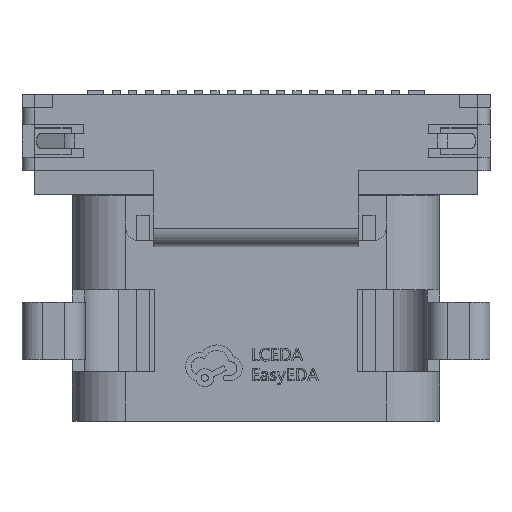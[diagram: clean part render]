
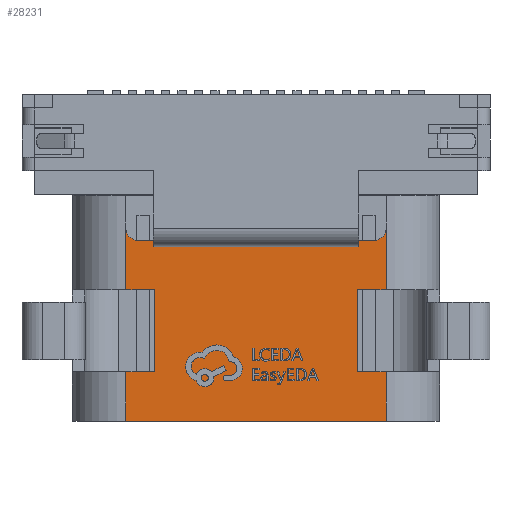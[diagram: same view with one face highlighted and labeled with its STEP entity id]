
A CAD part, top view. The second image highlights one B-rep face of the part: STEP entity #28231.
In plain terms, the highlighted planar face has unit normal (0, 0, 1).
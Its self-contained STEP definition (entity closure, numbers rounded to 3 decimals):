
#164 = ORIENTED_EDGE ( 'NONE', *, *, #18100, .F. ) ;
#364 = LINE ( 'NONE', #14908, #5892 ) ;
#382 = DIRECTION ( 'NONE',  ( 1., 0., 0. ) ) ;
#480 = VERTEX_POINT ( 'NONE', #23025 ) ;
#853 = ORIENTED_EDGE ( 'NONE', *, *, #19962, .F. ) ;
#934 = EDGE_CURVE ( 'NONE', #19147, #480, #33068, .T. ) ;
#977 = ORIENTED_EDGE ( 'NONE', *, *, #25181, .F. ) ;
#1152 = DIRECTION ( 'NONE',  ( 0., 0., 1. ) ) ;
#1192 = CARTESIAN_POINT ( 'NONE',  ( 6.47, -0.775, 3.16 ) ) ;
#1244 = CARTESIAN_POINT ( 'NONE',  ( 2.5, 0.725, 3.16 ) ) ;
#2068 = VECTOR ( 'NONE', #10854, 1000. ) ;
#2153 = VERTEX_POINT ( 'NONE', #33209 ) ;
#2377 = CARTESIAN_POINT ( 'NONE',  ( 2.5, 0.275, 3.16 ) ) ;
#2461 = DIRECTION ( 'NONE',  ( -1., 0., 0. ) ) ;
#2708 = CARTESIAN_POINT ( 'NONE',  ( 3.17, -0.775, 3.16 ) ) ;
#2892 = EDGE_CURVE ( 'NONE', #20815, #25156, #32686, .T. ) ;
#3237 = CARTESIAN_POINT ( 'NONE',  ( 2.87, 0.425, 3.16 ) ) ;
#3943 = DIRECTION ( 'NONE',  ( 0., 1., 0. ) ) ;
#4090 = VECTOR ( 'NONE', #32823, 1000. ) ;
#4230 = LINE ( 'NONE', #27907, #11494 ) ;
#4485 = DIRECTION ( 'NONE',  ( 0., -1., 0. ) ) ;
#4637 = CARTESIAN_POINT ( 'NONE',  ( -3.17, 0.725, 3.16 ) ) ;
#5892 = VECTOR ( 'NONE', #6180, 1000. ) ;
#6180 = DIRECTION ( 'NONE',  ( 1., 0., 0. ) ) ;
#7166 = PLANE ( 'NONE',  #27529 ) ;
#7500 = CARTESIAN_POINT ( 'NONE',  ( -2.47, -2.775, 3.16 ) ) ;
#7563 = LINE ( 'NONE', #30886, #16151 ) ;
#7621 = VERTEX_POINT ( 'NONE', #10125 ) ;
#7646 = LINE ( 'NONE', #34854, #26486 ) ;
#8039 = EDGE_CURVE ( 'NONE', #480, #2153, #9589, .T. ) ;
#8361 = ORIENTED_EDGE ( 'NONE', *, *, #8039, .F. ) ;
#8395 = CIRCLE ( 'NONE', #35731, 0.3 ) ;
#9589 = LINE ( 'NONE', #21494, #12727 ) ;
#9828 = CARTESIAN_POINT ( 'NONE',  ( 2.5, 0.425, 3.16 ) ) ;
#9958 = ORIENTED_EDGE ( 'NONE', *, *, #27859, .F. ) ;
#10107 = VERTEX_POINT ( 'NONE', #33087 ) ;
#10125 = CARTESIAN_POINT ( 'NONE',  ( 3.17, -2.775, 3.16 ) ) ;
#10517 = EDGE_LOOP ( 'NONE', ( #853, #13177, #11387, #32472, #977, #18236, #29464, #27650, #32801, #28153, #24238, #31949, #9958, #27186, #8361, #27096, #18061, #164 ) ) ;
#10854 = DIRECTION ( 'NONE',  ( 0., -1., 0. ) ) ;
#11387 = ORIENTED_EDGE ( 'NONE', *, *, #19704, .T. ) ;
#11494 = VECTOR ( 'NONE', #16053, 1000. ) ;
#11840 = VERTEX_POINT ( 'NONE', #27308 ) ;
#12727 = VECTOR ( 'NONE', #18375, 1000. ) ;
#13014 = LINE ( 'NONE', #16523, #2068 ) ;
#13023 = VERTEX_POINT ( 'NONE', #18130 ) ;
#13025 = AXIS2_PLACEMENT_3D ( 'NONE', #21163, #33401, #382 ) ;
#13108 = VECTOR ( 'NONE', #24316, 1000. ) ;
#13169 = FACE_OUTER_BOUND ( 'NONE', #10517, .T. ) ;
#13177 = ORIENTED_EDGE ( 'NONE', *, *, #18717, .T. ) ;
#13188 = LINE ( 'NONE', #25260, #37400 ) ;
#13191 = CARTESIAN_POINT ( 'NONE',  ( 2.87, 0.725, 3.16 ) ) ;
#13308 = CARTESIAN_POINT ( 'NONE',  ( 3.17, 0.725, 3.16 ) ) ;
#13553 = DIRECTION ( 'NONE',  ( -1., 0., 0. ) ) ;
#13564 = DIRECTION ( 'NONE',  ( 1., 0., 0. ) ) ;
#14093 = VERTEX_POINT ( 'NONE', #7500 ) ;
#14266 = CIRCLE ( 'NONE', #13025, 0.3 ) ;
#14908 = CARTESIAN_POINT ( 'NONE',  ( 6.47, -2.775, 3.16 ) ) ;
#14918 = CARTESIAN_POINT ( 'NONE',  ( -2.47, -0.775, 3.16 ) ) ;
#16053 = DIRECTION ( 'NONE',  ( 0., -1., 0. ) ) ;
#16151 = VECTOR ( 'NONE', #13553, 1000. ) ;
#16316 = VERTEX_POINT ( 'NONE', #23006 ) ;
#16523 = CARTESIAN_POINT ( 'NONE',  ( 3.17, 2.125, 3.16 ) ) ;
#16874 = EDGE_CURVE ( 'NONE', #2153, #7621, #364, .T. ) ;
#17075 = VECTOR ( 'NONE', #23837, 1000. ) ;
#17132 = LINE ( 'NONE', #2377, #20365 ) ;
#17415 = DIRECTION ( 'NONE',  ( 0., 0., 1. ) ) ;
#17480 = LINE ( 'NONE', #17850, #32927 ) ;
#17850 = CARTESIAN_POINT ( 'NONE',  ( -2.87, 0.425, 3.16 ) ) ;
#18020 = CARTESIAN_POINT ( 'NONE',  ( -2.87, 0.425, 3.16 ) ) ;
#18061 = ORIENTED_EDGE ( 'NONE', *, *, #18257, .F. ) ;
#18100 = EDGE_CURVE ( 'NONE', #29077, #25336, #8395, .T. ) ;
#18130 = CARTESIAN_POINT ( 'NONE',  ( -3.17, -2.775, 3.16 ) ) ;
#18158 = CARTESIAN_POINT ( 'NONE',  ( 3.17, 2.125, 3.16 ) ) ;
#18236 = ORIENTED_EDGE ( 'NONE', *, *, #20021, .F. ) ;
#18257 = EDGE_CURVE ( 'NONE', #25336, #19147, #27121, .T. ) ;
#18375 = DIRECTION ( 'NONE',  ( 0., -1., 0. ) ) ;
#18717 = EDGE_CURVE ( 'NONE', #22586, #32499, #33499, .T. ) ;
#19040 = CARTESIAN_POINT ( 'NONE',  ( -3.17, 2.125, 3.16 ) ) ;
#19147 = VERTEX_POINT ( 'NONE', #2708 ) ;
#19171 = CARTESIAN_POINT ( 'NONE',  ( -2.5, 0.275, 3.16 ) ) ;
#19436 = DIRECTION ( 'NONE',  ( 1., 0., 0. ) ) ;
#19523 = VECTOR ( 'NONE', #35798, 1000. ) ;
#19544 = EDGE_CURVE ( 'NONE', #20296, #11840, #29058, .T. ) ;
#19704 = EDGE_CURVE ( 'NONE', #32499, #25156, #17132, .T. ) ;
#19962 = EDGE_CURVE ( 'NONE', #22586, #29077, #17480, .T. ) ;
#20021 = EDGE_CURVE ( 'NONE', #30330, #16316, #14266, .T. ) ;
#20296 = VERTEX_POINT ( 'NONE', #25533 ) ;
#20365 = VECTOR ( 'NONE', #34305, 1000. ) ;
#20815 = VERTEX_POINT ( 'NONE', #35985 ) ;
#20929 = EDGE_CURVE ( 'NONE', #30330, #10107, #13188, .T. ) ;
#21163 = CARTESIAN_POINT ( 'NONE',  ( -2.87, 0.725, 3.16 ) ) ;
#21386 = VECTOR ( 'NONE', #3943, 1000. ) ;
#21494 = CARTESIAN_POINT ( 'NONE',  ( 2.47, -0.775, 3.16 ) ) ;
#21727 = VERTEX_POINT ( 'NONE', #14918 ) ;
#22586 = VERTEX_POINT ( 'NONE', #9828 ) ;
#22617 = CARTESIAN_POINT ( 'NONE',  ( 2.5, 0.275, 3.16 ) ) ;
#23006 = CARTESIAN_POINT ( 'NONE',  ( -2.87, 0.425, 3.16 ) ) ;
#23025 = CARTESIAN_POINT ( 'NONE',  ( 2.47, -0.775, 3.16 ) ) ;
#23837 = DIRECTION ( 'NONE',  ( 0., -1., 0. ) ) ;
#24139 = CARTESIAN_POINT ( 'NONE',  ( -2.47, -0.775, 3.16 ) ) ;
#24238 = ORIENTED_EDGE ( 'NONE', *, *, #29224, .T. ) ;
#24316 = DIRECTION ( 'NONE',  ( -1., 0., 0. ) ) ;
#25156 = VERTEX_POINT ( 'NONE', #19171 ) ;
#25172 = LINE ( 'NONE', #18020, #4090 ) ;
#25181 = EDGE_CURVE ( 'NONE', #16316, #20815, #25172, .T. ) ;
#25260 = CARTESIAN_POINT ( 'NONE',  ( -3.17, 2.125, 3.16 ) ) ;
#25336 = VERTEX_POINT ( 'NONE', #13308 ) ;
#25533 = CARTESIAN_POINT ( 'NONE',  ( 3.17, -3.975, 3.16 ) ) ;
#26486 = VECTOR ( 'NONE', #37408, 1000. ) ;
#26828 = CARTESIAN_POINT ( 'NONE',  ( -2.5, 0.725, 3.16 ) ) ;
#27096 = ORIENTED_EDGE ( 'NONE', *, *, #934, .F. ) ;
#27121 = LINE ( 'NONE', #18158, #17075 ) ;
#27186 = ORIENTED_EDGE ( 'NONE', *, *, #16874, .F. ) ;
#27308 = CARTESIAN_POINT ( 'NONE',  ( -3.17, -3.975, 3.16 ) ) ;
#27529 = AXIS2_PLACEMENT_3D ( 'NONE', #19040, #1152, #19436 ) ;
#27650 = ORIENTED_EDGE ( 'NONE', *, *, #37753, .F. ) ;
#27859 = EDGE_CURVE ( 'NONE', #7621, #20296, #13014, .T. ) ;
#27907 = CARTESIAN_POINT ( 'NONE',  ( -3.17, 2.125, 3.16 ) ) ;
#28153 = ORIENTED_EDGE ( 'NONE', *, *, #30947, .F. ) ;
#28231 = ADVANCED_FACE ( 'NONE', ( #13169 ), #7166, .T. ) ;
#28536 = EDGE_CURVE ( 'NONE', #14093, #21727, #33465, .T. ) ;
#29058 = LINE ( 'NONE', #38067, #35866 ) ;
#29077 = VERTEX_POINT ( 'NONE', #3237 ) ;
#29224 = EDGE_CURVE ( 'NONE', #13023, #11840, #4230, .T. ) ;
#29464 = ORIENTED_EDGE ( 'NONE', *, *, #20929, .T. ) ;
#30330 = VERTEX_POINT ( 'NONE', #4637 ) ;
#30886 = CARTESIAN_POINT ( 'NONE',  ( -6.47, -0.775, 3.16 ) ) ;
#30947 = EDGE_CURVE ( 'NONE', #13023, #14093, #7646, .T. ) ;
#31949 = ORIENTED_EDGE ( 'NONE', *, *, #19544, .F. ) ;
#32472 = ORIENTED_EDGE ( 'NONE', *, *, #2892, .F. ) ;
#32499 = VERTEX_POINT ( 'NONE', #22617 ) ;
#32686 = LINE ( 'NONE', #26828, #19523 ) ;
#32801 = ORIENTED_EDGE ( 'NONE', *, *, #28536, .F. ) ;
#32823 = DIRECTION ( 'NONE',  ( 1., 0., 0. ) ) ;
#32927 = VECTOR ( 'NONE', #37928, 1000. ) ;
#33068 = LINE ( 'NONE', #1192, #13108 ) ;
#33087 = CARTESIAN_POINT ( 'NONE',  ( -3.17, -0.775, 3.16 ) ) ;
#33209 = CARTESIAN_POINT ( 'NONE',  ( 2.47, -2.775, 3.16 ) ) ;
#33401 = DIRECTION ( 'NONE',  ( 0., 0., 1. ) ) ;
#33465 = LINE ( 'NONE', #24139, #21386 ) ;
#33499 = LINE ( 'NONE', #1244, #35172 ) ;
#33909 = DIRECTION ( 'NONE',  ( 0., -1., 0. ) ) ;
#34305 = DIRECTION ( 'NONE',  ( -1., 0., 0. ) ) ;
#34854 = CARTESIAN_POINT ( 'NONE',  ( -6.47, -2.775, 3.16 ) ) ;
#35172 = VECTOR ( 'NONE', #33909, 1000. ) ;
#35731 = AXIS2_PLACEMENT_3D ( 'NONE', #13191, #17415, #13564 ) ;
#35798 = DIRECTION ( 'NONE',  ( 0., -1., 0. ) ) ;
#35866 = VECTOR ( 'NONE', #2461, 1000. ) ;
#35985 = CARTESIAN_POINT ( 'NONE',  ( -2.5, 0.425, 3.16 ) ) ;
#37400 = VECTOR ( 'NONE', #4485, 1000. ) ;
#37408 = DIRECTION ( 'NONE',  ( 1., 0., 0. ) ) ;
#37753 = EDGE_CURVE ( 'NONE', #21727, #10107, #7563, .T. ) ;
#37928 = DIRECTION ( 'NONE',  ( 1., 0., 0. ) ) ;
#38067 = CARTESIAN_POINT ( 'NONE',  ( -3.17, -3.975, 3.16 ) ) ;
